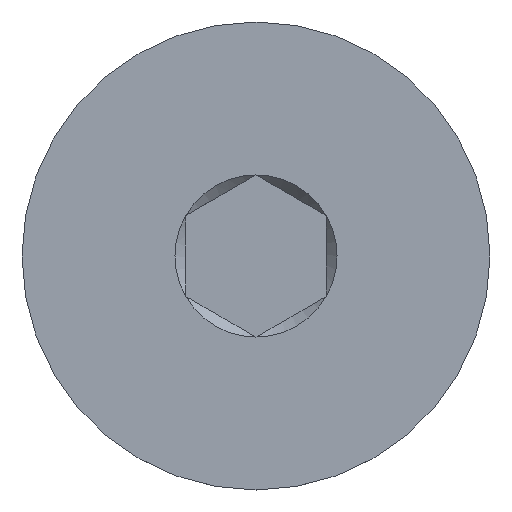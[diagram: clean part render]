
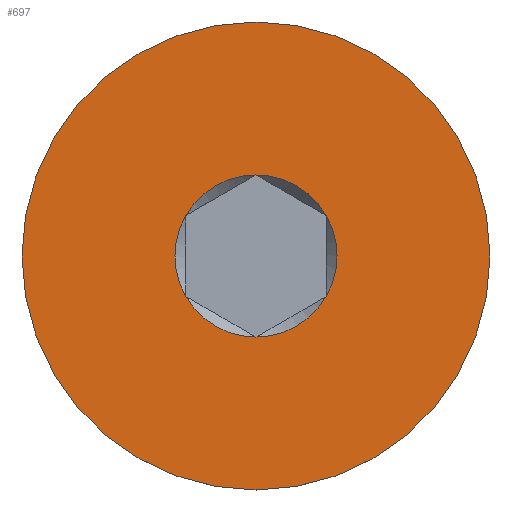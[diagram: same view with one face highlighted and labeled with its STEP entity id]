
A CAD part, top view. The second image highlights one B-rep face of the part: STEP entity #697.
In plain terms, the highlighted planar face has unit normal (0, 0, 1).
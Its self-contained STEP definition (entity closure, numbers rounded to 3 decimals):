
#17=FACE_BOUND('',#130,.T.);
#18=PLANE('',#772);
#87=FACE_OUTER_BOUND('',#129,.T.);
#129=EDGE_LOOP('',(#544,#545));
#130=EDGE_LOOP('',(#546,#547,#548,#549,#550,#551));
#154=CIRCLE('',#763,3.464);
#155=CIRCLE('',#765,10.);
#156=CIRCLE('',#766,10.);
#161=CIRCLE('',#773,3.464);
#162=CIRCLE('',#774,3.464);
#163=CIRCLE('',#775,3.464);
#164=CIRCLE('',#776,3.464);
#165=CIRCLE('',#777,3.464);
#309=VERTEX_POINT('',#3719);
#310=VERTEX_POINT('',#3720);
#311=VERTEX_POINT('',#3726);
#312=VERTEX_POINT('',#3727);
#318=VERTEX_POINT('',#3776);
#319=VERTEX_POINT('',#3778);
#320=VERTEX_POINT('',#3780);
#321=VERTEX_POINT('',#3782);
#399=EDGE_CURVE('',#309,#310,#154,.T.);
#400=EDGE_CURVE('',#311,#312,#155,.T.);
#401=EDGE_CURVE('',#312,#311,#156,.T.);
#410=EDGE_CURVE('',#310,#318,#161,.T.);
#411=EDGE_CURVE('',#318,#319,#162,.T.);
#412=EDGE_CURVE('',#319,#320,#163,.T.);
#413=EDGE_CURVE('',#320,#321,#164,.T.);
#414=EDGE_CURVE('',#321,#309,#165,.T.);
#544=ORIENTED_EDGE('',*,*,#400,.T.);
#545=ORIENTED_EDGE('',*,*,#401,.T.);
#546=ORIENTED_EDGE('',*,*,#410,.T.);
#547=ORIENTED_EDGE('',*,*,#411,.T.);
#548=ORIENTED_EDGE('',*,*,#412,.T.);
#549=ORIENTED_EDGE('',*,*,#413,.T.);
#550=ORIENTED_EDGE('',*,*,#414,.T.);
#551=ORIENTED_EDGE('',*,*,#399,.T.);
#697=ADVANCED_FACE('',(#87,#17),#18,.F.);
#763=AXIS2_PLACEMENT_3D('',#3724,#872,#873);
#765=AXIS2_PLACEMENT_3D('',#3728,#876,#877);
#766=AXIS2_PLACEMENT_3D('',#3729,#878,#879);
#772=AXIS2_PLACEMENT_3D('',#3775,#892,#893);
#773=AXIS2_PLACEMENT_3D('',#3777,#894,#895);
#774=AXIS2_PLACEMENT_3D('',#3779,#896,#897);
#775=AXIS2_PLACEMENT_3D('',#3781,#898,#899);
#776=AXIS2_PLACEMENT_3D('',#3783,#900,#901);
#777=AXIS2_PLACEMENT_3D('',#3784,#902,#903);
#872=DIRECTION('center_axis',(0.,0.,-1.));
#873=DIRECTION('ref_axis',(-1.,0.,0.));
#876=DIRECTION('center_axis',(0.,0.,1.));
#877=DIRECTION('ref_axis',(0.,-1.,0.));
#878=DIRECTION('center_axis',(0.,0.,1.));
#879=DIRECTION('ref_axis',(0.,-1.,0.));
#892=DIRECTION('center_axis',(0.,0.,-1.));
#893=DIRECTION('ref_axis',(0.,1.,0.));
#894=DIRECTION('center_axis',(0.,0.,-1.));
#895=DIRECTION('ref_axis',(-1.,0.,0.));
#896=DIRECTION('center_axis',(0.,0.,-1.));
#897=DIRECTION('ref_axis',(-1.,0.,0.));
#898=DIRECTION('center_axis',(0.,0.,-1.));
#899=DIRECTION('ref_axis',(-1.,0.,0.));
#900=DIRECTION('center_axis',(0.,0.,-1.));
#901=DIRECTION('ref_axis',(-1.,0.,0.));
#902=DIRECTION('center_axis',(0.,0.,-1.));
#903=DIRECTION('ref_axis',(-1.,0.,0.));
#3719=CARTESIAN_POINT('',(-3.,-1.732,10.));
#3720=CARTESIAN_POINT('',(-3.,1.732,10.));
#3724=CARTESIAN_POINT('Origin',(0.,0.,10.));
#3726=CARTESIAN_POINT('',(0.,-10.,10.));
#3727=CARTESIAN_POINT('',(0.,10.,10.));
#3728=CARTESIAN_POINT('Origin',(0.,0.,10.));
#3729=CARTESIAN_POINT('Origin',(0.,0.,10.));
#3775=CARTESIAN_POINT('Origin',(0.,0.,
10.));
#3776=CARTESIAN_POINT('',(0.,3.464,10.));
#3777=CARTESIAN_POINT('Origin',(0.,0.,10.));
#3778=CARTESIAN_POINT('',(3.,1.732,10.));
#3779=CARTESIAN_POINT('Origin',(0.,0.,10.));
#3780=CARTESIAN_POINT('',(3.,-1.732,10.));
#3781=CARTESIAN_POINT('Origin',(0.,0.,10.));
#3782=CARTESIAN_POINT('',(0.,-3.464,10.));
#3783=CARTESIAN_POINT('Origin',(0.,0.,10.));
#3784=CARTESIAN_POINT('Origin',(0.,0.,10.));
